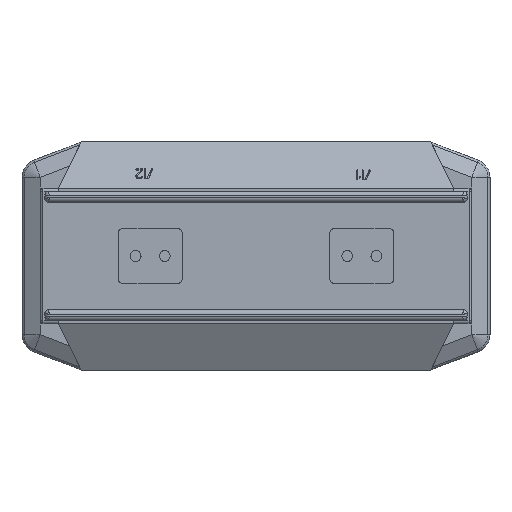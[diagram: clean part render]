
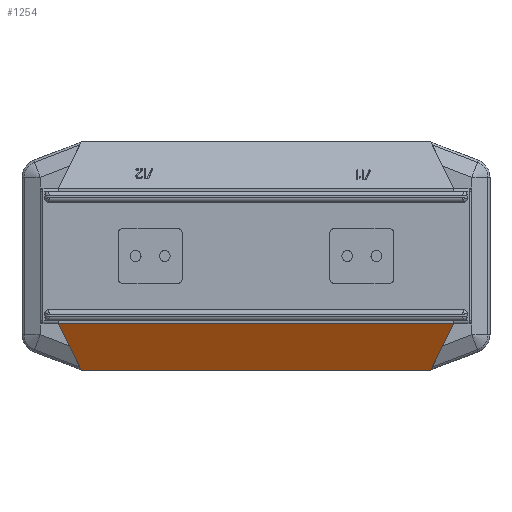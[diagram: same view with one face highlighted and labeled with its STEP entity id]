
A CAD part, front view. The second image highlights one B-rep face of the part: STEP entity #1254.
In plain terms, the highlighted planar face has unit normal (0, -0.862, -0.507).
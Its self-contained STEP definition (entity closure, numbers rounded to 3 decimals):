
#1254=ADVANCED_FACE('',(#21294),#21296,.F.);
#21294=FACE_BOUND('',#21295,.T.);
#21295=EDGE_LOOP('',(#44073,#44074,#44075,#44076));
#21296=PLANE('',#21297);
#21297=AXIS2_PLACEMENT_3D('',#21298,#21299,#21300);
#21298=CARTESIAN_POINT('',(108.5,0.,-199.));
#21299=DIRECTION('',(0.,0.862,0.507));
#21300=DIRECTION('',(0.,0.507,-0.862));
#44073=ORIENTED_EDGE('',*,*,#56127,.F.);
#44074=ORIENTED_EDGE('',*,*,#56223,.F.);
#44075=ORIENTED_EDGE('',*,*,#56224,.F.);
#44076=ORIENTED_EDGE('',*,*,#56225,.F.);
#56127=EDGE_CURVE('',#62296,#62298,#62299,.F.);
#56223=EDGE_CURVE('',#62441,#62296,#62442,.F.);
#56224=EDGE_CURVE('',#62443,#62441,#62444,.F.);
#56225=EDGE_CURVE('',#62298,#62443,#62445,.F.);
#62296=VERTEX_POINT('',#72548);
#62298=VERTEX_POINT('',#72552);
#62299=LINE('',#72553,#72554);
#62441=VERTEX_POINT('',#72911);
#62442=LINE('',#72912,#72913);
#62443=VERTEX_POINT('',#72915);
#62444=LINE('',#72916,#72917);
#62445=LINE('',#72919,#72920);
#72548=CARTESIAN_POINT('',(-391.5,0.,-199.));
#72552=CARTESIAN_POINT('',(41.5,0.,-199.));
#72553=CARTESIAN_POINT('',(41.5,0.,-199.));
#72554=VECTOR('',#72555,1.);
#72555=DIRECTION('',(-1.,0.,0.));
#72911=CARTESIAN_POINT('',(-366.5,30.,-250.));
#72912=CARTESIAN_POINT('',(-391.5,0.,-199.));
#72913=VECTOR('',#72914,1.);
#72914=DIRECTION('',(0.389,0.467,-0.794));
#72915=CARTESIAN_POINT('',(16.5,30.,-250.));
#72916=CARTESIAN_POINT('',(-366.5,30.,-250.));
#72917=VECTOR('',#72918,1.);
#72918=DIRECTION('',(1.,0.,0.));
#72919=CARTESIAN_POINT('',(16.5,30.,-250.));
#72920=VECTOR('',#72921,1.);
#72921=DIRECTION('',(0.389,-0.467,0.794));
